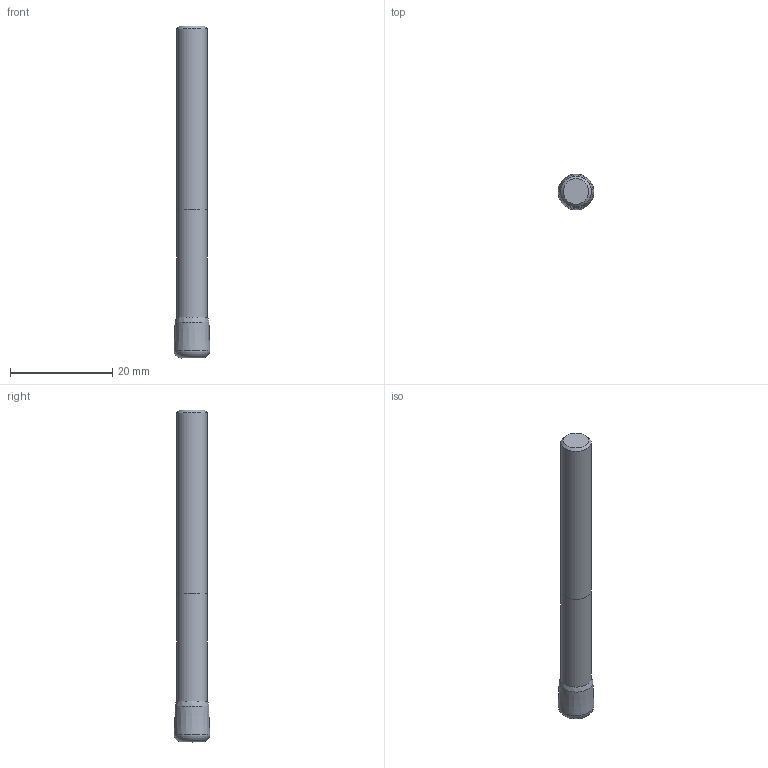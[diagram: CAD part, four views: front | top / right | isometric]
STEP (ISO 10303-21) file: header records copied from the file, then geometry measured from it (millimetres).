
FILE_DESCRIPTION(/* description */ (''),/* implementation_level */ '2;1');
FILE_NAME(/* name */ '180070R150Z4-MEGA-64.stp',/* time_stamp */ '2015-04-03T10:04:58+06:00',/* author */ (''),/* organization */ (''),/* preprocessor_version */ 'ST-DEVELOPER v11',/* originating_system */ 'SIEMENS PLM Software NX 7.5',/* authorisation */ '');
FILE_SCHEMA (('AUTOMOTIVE_DESIGN { 1 0 10303 214 1 1 1 1 }'));
Length unit declared in the file: millimetre
Products named in the file (1): Nile684D7r8r
Bounding box: 7 x 7 x 65 mm (x, y, z)
Volume: 1889.4 mm3; surface area: 1417.5 mm2
Topology: 3 solids, 3 shells, 12 faces, 20 edges, 13 vertices
Faces by surface type: plane 5, cone 3, cylinder 2, bspline 1, torus 1
Full cylindrical faces by diameter (mm): 6 x2
Entity records: 278 total; most frequent: CARTESIAN_POINT 59, DIRECTION 42, AXIS2_PLACEMENT_3D 21, EDGE_LOOP 18, ORIENTED_EDGE 18, FACE_BOUND 14, ADVANCED_FACE 12, VERTEX_POINT 10
